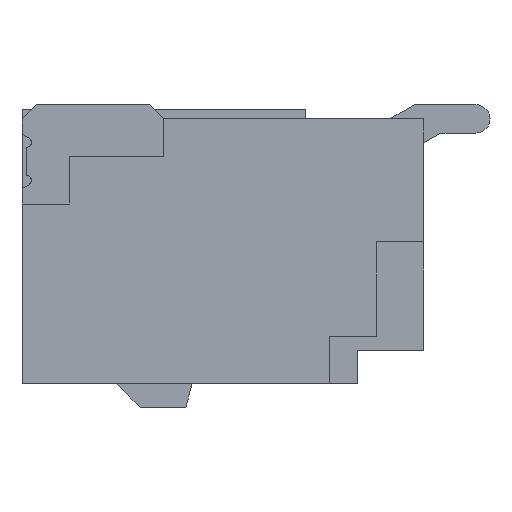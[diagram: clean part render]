
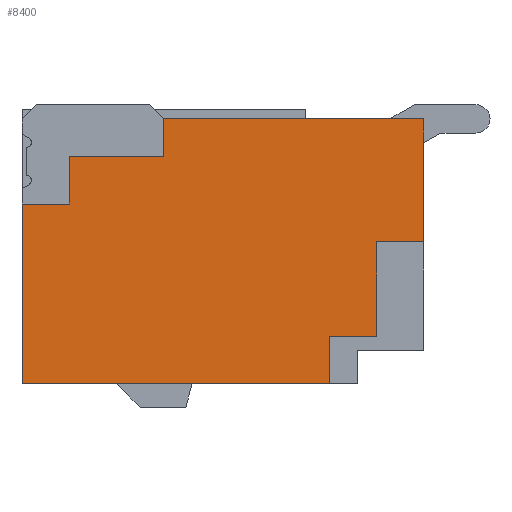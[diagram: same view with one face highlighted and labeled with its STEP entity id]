
A CAD part, left-side view. The second image highlights one B-rep face of the part: STEP entity #8400.
In plain terms, the highlighted planar face has unit normal (-1, 0, 0).
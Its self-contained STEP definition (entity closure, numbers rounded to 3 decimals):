
#2094=ORIENTED_EDGE('',*,*,#3599,.F.);
#2095=ORIENTED_EDGE('',*,*,#3366,.F.);
#2096=ORIENTED_EDGE('',*,*,#3792,.F.);
#2097=ORIENTED_EDGE('',*,*,#3371,.F.);
#2098=ORIENTED_EDGE('',*,*,#3793,.F.);
#2099=ORIENTED_EDGE('',*,*,#3773,.F.);
#2100=ORIENTED_EDGE('',*,*,#3721,.T.);
#2101=ORIENTED_EDGE('',*,*,#3794,.F.);
#2102=ORIENTED_EDGE('',*,*,#3355,.F.);
#2103=ORIENTED_EDGE('',*,*,#3795,.F.);
#2104=ORIENTED_EDGE('',*,*,#3348,.F.);
#2105=ORIENTED_EDGE('',*,*,#3413,.T.);
#3348=EDGE_CURVE('',#4367,#4368,#5266,.T.);
#3355=EDGE_CURVE('',#4374,#4375,#5273,.T.);
#3366=EDGE_CURVE('',#4385,#4386,#5284,.T.);
#3371=EDGE_CURVE('',#4390,#4391,#5289,.T.);
#3413=EDGE_CURVE('',#4367,#4432,#5331,.T.);
#3599=EDGE_CURVE('',#4386,#4432,#5517,.T.);
#3721=EDGE_CURVE('',#4648,#4647,#5639,.T.);
#3773=EDGE_CURVE('',#4648,#4683,#5691,.T.);
#3792=EDGE_CURVE('',#4391,#4385,#5710,.T.);
#3793=EDGE_CURVE('',#4683,#4390,#5711,.T.);
#3794=EDGE_CURVE('',#4375,#4647,#5712,.T.);
#3795=EDGE_CURVE('',#4368,#4374,#5713,.T.);
#4367=VERTEX_POINT('',#12601);
#4368=VERTEX_POINT('',#12603);
#4374=VERTEX_POINT('',#12616);
#4375=VERTEX_POINT('',#12618);
#4385=VERTEX_POINT('',#12640);
#4386=VERTEX_POINT('',#12642);
#4390=VERTEX_POINT('',#12651);
#4391=VERTEX_POINT('',#12653);
#4432=VERTEX_POINT('',#12742);
#4647=VERTEX_POINT('',#13309);
#4648=VERTEX_POINT('',#13311);
#4683=VERTEX_POINT('',#13408);
#5266=LINE('',#12602,#6362);
#5273=LINE('',#12617,#6369);
#5284=LINE('',#12641,#6380);
#5289=LINE('',#12652,#6385);
#5331=LINE('',#12743,#6427);
#5517=LINE('',#13115,#6613);
#5639=LINE('',#13310,#6735);
#5691=LINE('',#13407,#6787);
#5710=LINE('',#13442,#6806);
#5711=LINE('',#13443,#6807);
#5712=LINE('',#13444,#6808);
#5713=LINE('',#13445,#6809);
#6362=VECTOR('',#10330,1000.);
#6369=VECTOR('',#10339,1000.);
#6380=VECTOR('',#10354,1000.);
#6385=VECTOR('',#10361,1000.);
#6427=VECTOR('',#10417,1000.);
#6613=VECTOR('',#10629,1000.);
#6735=VECTOR('',#10813,1000.);
#6787=VECTOR('',#10885,1000.);
#6806=VECTOR('',#10906,1000.);
#6807=VECTOR('',#10907,1000.);
#6808=VECTOR('',#10908,1000.);
#6809=VECTOR('',#10909,1000.);
#7231=EDGE_LOOP('',(#2094,#2095,#2096,#2097,#2098,#2099,#2100,#2101,#2102,
#2103,#2104,#2105));
#7647=FACE_BOUND('',#7231,.T.);
#7993=PLANE('',#8980);
#8400=ADVANCED_FACE('',(#7647),#7993,.F.);
#8980=AXIS2_PLACEMENT_3D('',#13441,#10904,#10905);
#10330=DIRECTION('',(0.,1.,0.));
#10339=DIRECTION('',(0.,1.,0.));
#10354=DIRECTION('',(0.,0.,1.));
#10361=DIRECTION('',(0.,0.,1.));
#10417=DIRECTION('',(0.,0.,1.));
#10629=DIRECTION('',(0.,-1.,0.));
#10813=DIRECTION('',(0.,-1.,0.));
#10885=DIRECTION('',(0.,0.,1.));
#10904=DIRECTION('',(1.,0.,0.));
#10905=DIRECTION('',(0.,0.,-1.));
#10906=DIRECTION('',(0.,-1.,0.));
#10907=DIRECTION('',(0.,-1.,0.));
#10908=DIRECTION('',(0.,0.,-1.));
#10909=DIRECTION('',(0.,0.,-1.));
#12601=CARTESIAN_POINT('',(-3.,0.,0.05));
#12602=CARTESIAN_POINT('',(-3.,0.,0.05));
#12603=CARTESIAN_POINT('',(-3.,0.5,0.05));
#12616=CARTESIAN_POINT('',(-3.,0.5,-0.95));
#12617=CARTESIAN_POINT('',(-3.,0.5,-0.95));
#12618=CARTESIAN_POINT('',(-3.,1.,-0.95));
#12640=CARTESIAN_POINT('',(-3.,2.75,0.95));
#12641=CARTESIAN_POINT('',(-3.,2.75,0.95));
#12642=CARTESIAN_POINT('',(-3.,2.75,1.35));
#12651=CARTESIAN_POINT('',(-3.,3.75,0.45));
#12652=CARTESIAN_POINT('',(-3.,3.75,0.45));
#12653=CARTESIAN_POINT('',(-3.,3.75,0.95));
#12742=CARTESIAN_POINT('',(-3.,0.,1.35));
#12743=CARTESIAN_POINT('',(-3.,0.,-1.45));
#13115=CARTESIAN_POINT('',(-3.,4.25,1.35));
#13309=CARTESIAN_POINT('',(-3.,1.,-1.45));
#13310=CARTESIAN_POINT('',(-3.,4.25,-1.45));
#13311=CARTESIAN_POINT('',(-3.,4.25,-1.45));
#13407=CARTESIAN_POINT('',(-3.,4.25,-1.45));
#13408=CARTESIAN_POINT('',(-3.,4.25,0.45));
#13441=CARTESIAN_POINT('',(-3.,4.25,-1.45));
#13442=CARTESIAN_POINT('',(-3.,3.75,0.95));
#13443=CARTESIAN_POINT('',(-3.,4.25,0.45));
#13444=CARTESIAN_POINT('',(-3.,1.,-0.95));
#13445=CARTESIAN_POINT('',(-3.,0.5,0.05));
